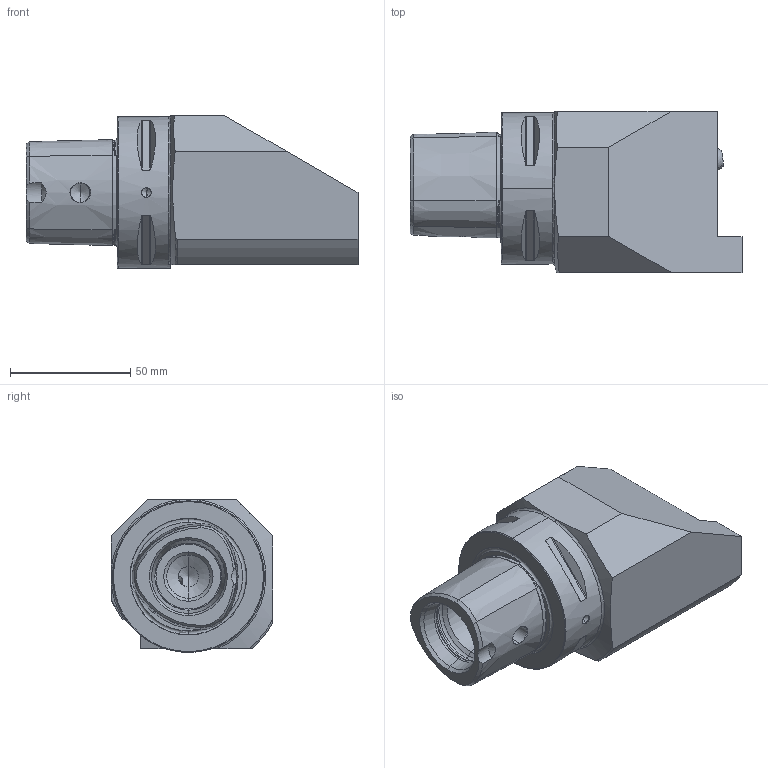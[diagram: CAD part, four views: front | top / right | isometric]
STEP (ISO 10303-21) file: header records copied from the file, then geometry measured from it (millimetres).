
FILE_DESCRIPTION (( 'STEP AP203' ), '1' );
FILE_NAME ('PS6-V20.R11.100.STEP', '2013-06-24T15:09:05', ( 'baer' ), ( 'Hewlett-Packard Company' ), 'SwSTEP 2.0', 'SolidWorks 2012', '' );
FILE_SCHEMA (( 'CONFIG_CONTROL_DESIGN' ));
Length unit declared in the file: millimetre
Products named in the file (6): KU1-U12.001.010_2; KU1-U12.001.010; PS6-V20.R11.100; KU1-U12.001.010_1; ISO 4026 - M10 x 20; PS6-V20.R11.100_A
Assembly tree (7 placements, depth 3):
  PS6-V20.R11.100
    PS6-V20.R11.100_A
    ISO 4026 - M10 x 20  x3
    KU1-U12.001.010
      KU1-U12.001.010_1
      KU1-U12.001.010_2
Bounding box: 138 x 67 x 63.5 mm (x, y, z)
Volume: 286104.3 mm3; surface area: 45375.7 mm2
Topology: 6 solids, 6 shells, 225 faces, 547 edges, 332 vertices
Faces by surface type: plane 67, cone 65, cylinder 54, torus 32, sphere 4, bspline 3
Entity records: 7037 total; most frequent: CARTESIAN_POINT 1857, DIRECTION 974, ORIENTED_EDGE 932, EDGE_CURVE 466, AXIS2_PLACEMENT_3D 402, VERTEX_POINT 286, EDGE_LOOP 216, CIRCLE 199
